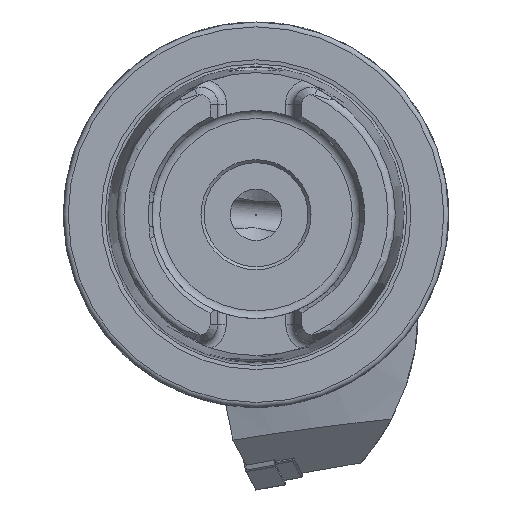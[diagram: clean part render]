
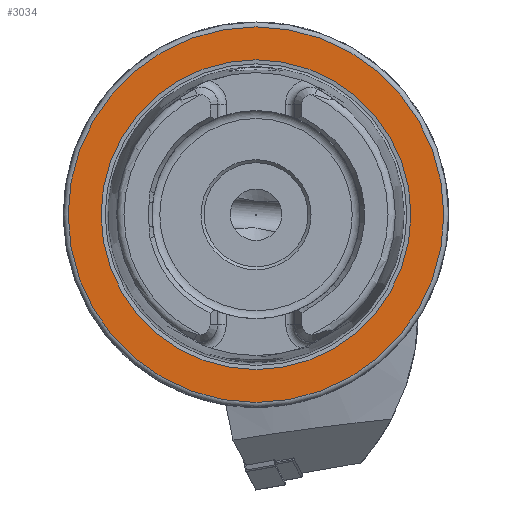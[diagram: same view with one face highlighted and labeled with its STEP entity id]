
A CAD part, left-side view. The second image highlights one B-rep face of the part: STEP entity #3034.
In plain terms, the highlighted planar face has unit normal (-1, 0, 0).
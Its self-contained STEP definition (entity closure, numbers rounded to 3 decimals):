
#497 = DIRECTION ( 'NONE',  ( 0., 0., -1. ) ) ;
#1993 = DIRECTION ( 'NONE',  ( 0., 0., 1. ) ) ;
#2770 = DIRECTION ( 'NONE',  ( 1., 0., 0. ) ) ;
#3034 = ADVANCED_FACE ( 'NONE', ( #3744, #13357 ), #10879, .F. ) ;
#3744 = FACE_BOUND ( 'NONE', #9023, .T. ) ;
#4244 = CARTESIAN_POINT ( 'NONE',  ( 0., 0., 0. ) ) ;
#4489 = EDGE_CURVE ( 'NONE', #12409, #12409, #6269, .T. ) ;
#4720 = CARTESIAN_POINT ( 'NONE',  ( 0., 0., 30.7 ) ) ;
#5612 = EDGE_LOOP ( 'NONE', ( #10070 ) ) ;
#6202 = CIRCLE ( 'NONE', #14430, 30.7 ) ;
#6269 = CIRCLE ( 'NONE', #13695, 25.324 ) ;
#6630 = DIRECTION ( 'NONE',  ( 0., 0., 1. ) ) ;
#7220 = EDGE_CURVE ( 'NONE', #11161, #11161, #6202, .T. ) ;
#7997 = DIRECTION ( 'NONE',  ( -1., 0., 0. ) ) ;
#9023 = EDGE_LOOP ( 'NONE', ( #11346 ) ) ;
#9116 = CARTESIAN_POINT ( 'NONE',  ( 0., 0., 25.324 ) ) ;
#10070 = ORIENTED_EDGE ( 'NONE', *, *, #7220, .T. ) ;
#10131 = DIRECTION ( 'NONE',  ( -1., 0., 0. ) ) ;
#10511 = AXIS2_PLACEMENT_3D ( 'NONE', #13201, #2770, #497 ) ;
#10879 = PLANE ( 'NONE',  #10511 ) ;
#11161 = VERTEX_POINT ( 'NONE', #4720 ) ;
#11346 = ORIENTED_EDGE ( 'NONE', *, *, #4489, .F. ) ;
#12409 = VERTEX_POINT ( 'NONE', #9116 ) ;
#12529 = CARTESIAN_POINT ( 'NONE',  ( 0., 0., 0. ) ) ;
#13201 = CARTESIAN_POINT ( 'NONE',  ( 0., 30.7, 0. ) ) ;
#13357 = FACE_OUTER_BOUND ( 'NONE', #5612, .T. ) ;
#13695 = AXIS2_PLACEMENT_3D ( 'NONE', #12529, #7997, #1993 ) ;
#14430 = AXIS2_PLACEMENT_3D ( 'NONE', #4244, #10131, #6630 ) ;
